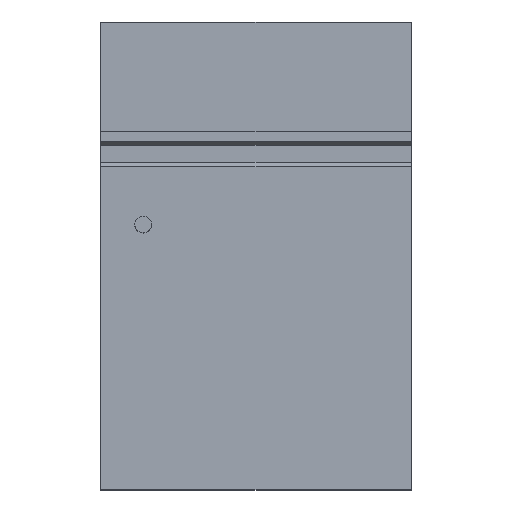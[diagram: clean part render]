
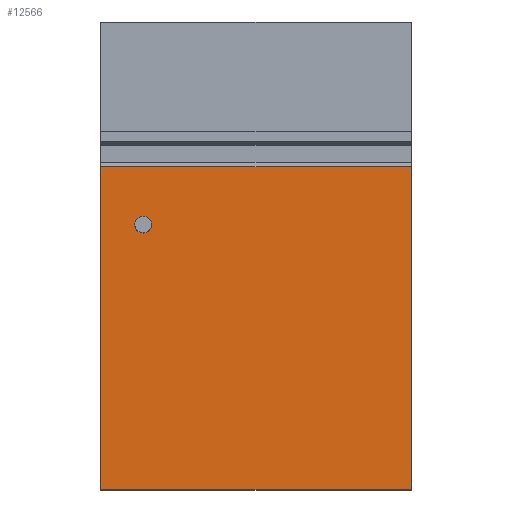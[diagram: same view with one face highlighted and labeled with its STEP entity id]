
A CAD part, top view. The second image highlights one B-rep face of the part: STEP entity #12566.
In plain terms, the highlighted planar face has unit normal (0, 0, 1).
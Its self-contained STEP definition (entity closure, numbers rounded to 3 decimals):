
#12357 = VERTEX_POINT('',#12358);
#12358 = CARTESIAN_POINT('',(-3.65,-5.5,1.342));
#12364 = EDGE_CURVE('',#12357,#12365,#12367,.T.);
#12365 = VERTEX_POINT('',#12366);
#12366 = CARTESIAN_POINT('',(-3.65,2.1,1.342));
#12367 = LINE('',#12368,#12369);
#12368 = CARTESIAN_POINT('',(-3.65,-5.5,1.342));
#12369 = VECTOR('',#12370,1.);
#12370 = DIRECTION('',(0.,1.,0.));
#12445 = VERTEX_POINT('',#12446);
#12446 = CARTESIAN_POINT('',(3.65,2.1,1.342));
#12452 = EDGE_CURVE('',#12445,#12453,#12455,.T.);
#12453 = VERTEX_POINT('',#12454);
#12454 = CARTESIAN_POINT('',(3.65,-5.5,1.342));
#12455 = LINE('',#12456,#12457);
#12456 = CARTESIAN_POINT('',(3.65,2.937,1.342));
#12457 = VECTOR('',#12458,1.);
#12458 = DIRECTION('',(0.,-1.,0.));
#12556 = EDGE_CURVE('',#12365,#12445,#12557,.T.);
#12557 = LINE('',#12558,#12559);
#12558 = CARTESIAN_POINT('',(-11.333,2.1,1.342));
#12559 = VECTOR('',#12560,1.);
#12560 = DIRECTION('',(1.,0.,0.));
#12566 = ADVANCED_FACE('',(#12567,#12578),#12589,.T.);
#12567 = FACE_BOUND('',#12568,.T.);
#12568 = EDGE_LOOP('',(#12569,#12570,#12571,#12577));
#12569 = ORIENTED_EDGE('',*,*,#12556,.F.);
#12570 = ORIENTED_EDGE('',*,*,#12364,.F.);
#12571 = ORIENTED_EDGE('',*,*,#12572,.F.);
#12572 = EDGE_CURVE('',#12453,#12357,#12573,.T.);
#12573 = LINE('',#12574,#12575);
#12574 = CARTESIAN_POINT('',(3.65,-5.5,1.342));
#12575 = VECTOR('',#12576,1.);
#12576 = DIRECTION('',(-1.,0.,0.));
#12577 = ORIENTED_EDGE('',*,*,#12452,.F.);
#12578 = FACE_BOUND('',#12579,.T.);
#12579 = EDGE_LOOP('',(#12580));
#12580 = ORIENTED_EDGE('',*,*,#12581,.F.);
#12581 = EDGE_CURVE('',#12582,#12582,#12584,.T.);
#12582 = VERTEX_POINT('',#12583);
#12583 = CARTESIAN_POINT('',(-2.45,0.737,1.342));
#12584 = CIRCLE('',#12585,0.2);
#12585 = AXIS2_PLACEMENT_3D('',#12586,#12587,#12588);
#12586 = CARTESIAN_POINT('',(-2.65,0.737,1.342));
#12587 = DIRECTION('',(0.,0.,1.));
#12588 = DIRECTION('',(1.,0.,0.));
#12589 = PLANE('',#12590);
#12590 = AXIS2_PLACEMENT_3D('',#12591,#12592,#12593);
#12591 = CARTESIAN_POINT('',(-0.085,-1.217,1.342));
#12592 = DIRECTION('',(0.,0.,1.));
#12593 = DIRECTION('',(0.,1.,0.));
